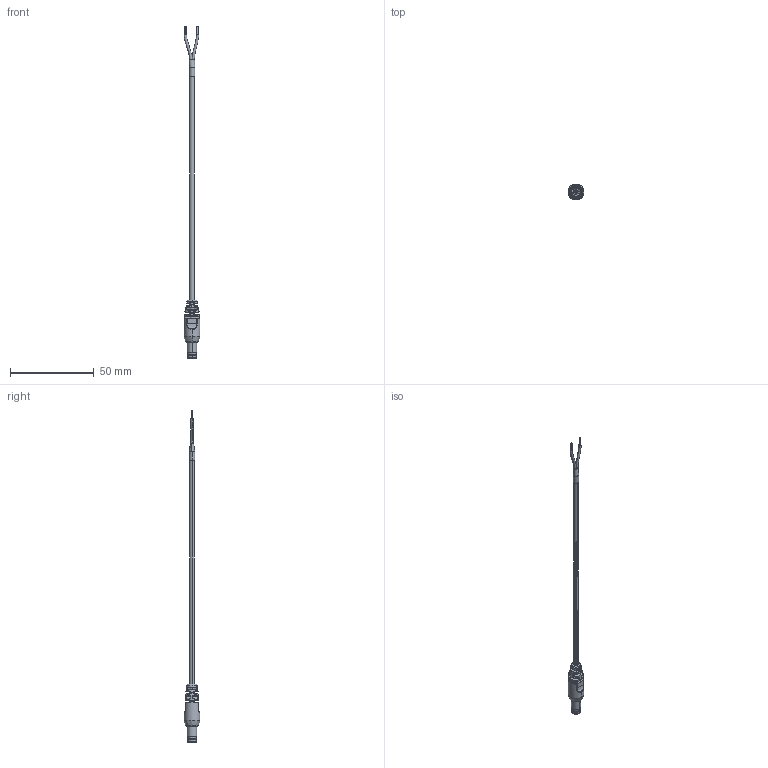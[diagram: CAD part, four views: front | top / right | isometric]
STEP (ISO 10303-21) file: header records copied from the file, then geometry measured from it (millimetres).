
FILE_DESCRIPTION (( 'STEP AP203' ), '1' );
FILE_NAME ('10-03913.STEP', '2021-04-19T23:01:05', ( '' ), ( '' ), 'SwSTEP 2.0', 'SolidWorks 2021', '' );
FILE_SCHEMA (( 'CONFIG_CONTROL_DESIGN' ));
Length unit declared in the file: millimetre
Products named in the file (7): 50-00133_9.5 mm barrel length; 10-03913; 30-00338_stripped and tinned; 24-00357; 50-00133 contact; 50-00133 shell; 50-00133 insulator
Assembly tree (6 placements, depth 3):
  10-03913
    30-00338_stripped and tinned
    24-00357
    50-00133_9.5 mm barrel length
      50-00133 contact
      50-00133 insulator
      50-00133 shell
Bounding box: 9.5 x 9.5 x 198.75 mm (x, y, z)
Volume: 2678.7 mm3; surface area: 11015.5 mm2
Topology: 145 solids, 145 shells, 886 faces, 1642 edges, 1056 vertices
Faces by surface type: plane 368, cylinder 364, bspline 88, torus 55, cone 11
Entity records: 26106 total; most frequent: CARTESIAN_POINT 7737, DIRECTION 3962, ORIENTED_EDGE 3284, AXIS2_PLACEMENT_3D 1717, EDGE_CURVE 1642, VERTEX_POINT 1056, CIRCLE 909, EDGE_LOOP 906
